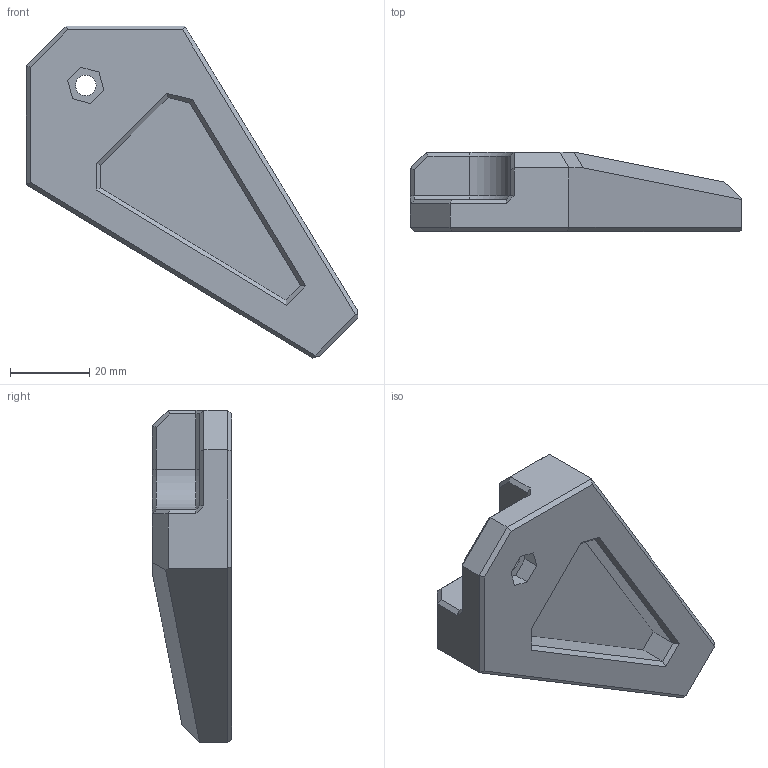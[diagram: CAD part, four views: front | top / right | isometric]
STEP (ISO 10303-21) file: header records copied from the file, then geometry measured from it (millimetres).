
FILE_DESCRIPTION (( 'STEP AP214' ), '1' );
FILE_NAME ('菁釱嘐隅蛈.step', '2025-07-05T23:20:46', ( '' ), ( '' ), 'SwSTEP 2.0', 'SolidWorks 2022', '' );
FILE_SCHEMA (( 'AUTOMOTIVE_DESIGN' ));
Length unit declared in the file: millimetre
Products named in the file (1): 底座固定爪
Bounding box: 83.59 x 20 x 83.78 mm (x, y, z)
Volume: 49146.2 mm3; surface area: 12494.1 mm2
Topology: 1 solids, 1 shells, 64 faces, 155 edges, 95 vertices
Faces by surface type: plane 59, cylinder 3, cone 2
Entity records: 1845 total; most frequent: CARTESIAN_POINT 315, ORIENTED_EDGE 310, DIRECTION 293, EDGE_CURVE 155, VECTOR 147, LINE 147, VERTEX_POINT 95, AXIS2_PLACEMENT_3D 73
